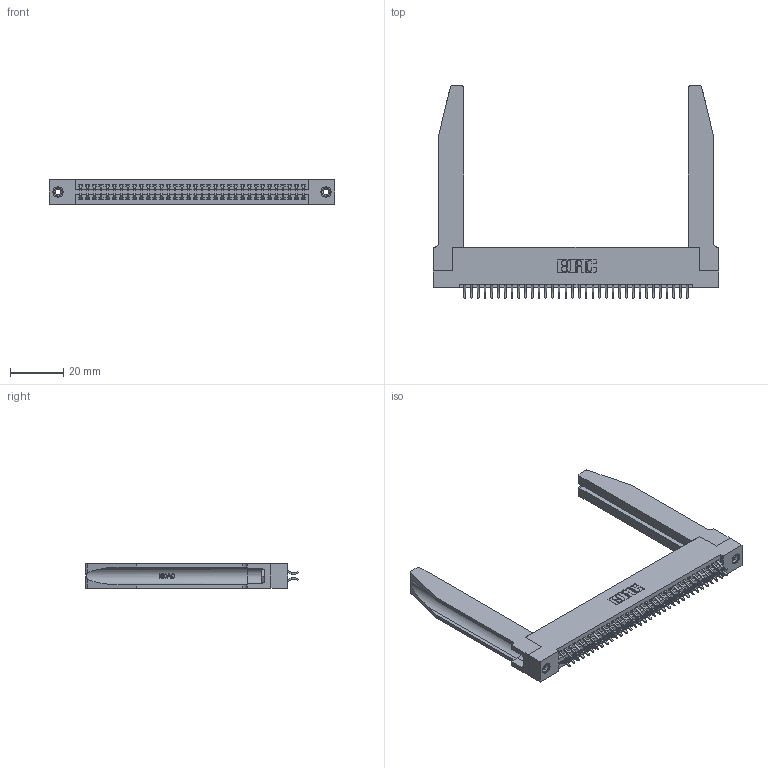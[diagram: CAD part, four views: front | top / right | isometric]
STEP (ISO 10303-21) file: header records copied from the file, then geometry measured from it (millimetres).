
FILE_DESCRIPTION (( 'STEP AP203' ), '1' );
FILE_NAME ('345-068-556-278.STEP', '2019-10-30T21:42:56', ( '' ), ( '' ), 'SwSTEP 2.0', 'SolidWorks 2016', '' );
FILE_SCHEMA (( 'CONFIG_CONTROL_DESIGN' ));
Length unit declared in the file: inch
Products named in the file (5): 345-292-001_556 Tail; 345-068-556-278; 345-220-078_345-220-078; 345 Part_Flush Mounting Lugs - 0.156 Dia-TH; 345-250-001_345-250-001-102
Assembly tree (73 placements, depth 2):
  345-068-556-278
    345 Part_Flush Mounting Lugs - 0.156 Dia-TH
    345-292-001_556 Tail  x68
    345-250-001_345-250-001-102  x2
    345-220-078_345-220-078  x2
Bounding box: 107.59 x 80.2 x 9.4 mm (x, y, z)
Volume: 18145.3 mm3; surface area: 21959.8 mm2
Topology: 73 solids, 73 shells, 4168 faces, 12305 edges, 8102 vertices
Faces by surface type: plane 2738, cylinder 1378, bspline 36, cone 12, torus 4
Entity records: 32714 total; most frequent: CARTESIAN_POINT 6423, ORIENTED_EDGE 5242, DIRECTION 4655, EDGE_CURVE 2621, VECTOR 2251, LINE 2251, VERTEX_POINT 1740, AXIS2_PLACEMENT_3D 1202
